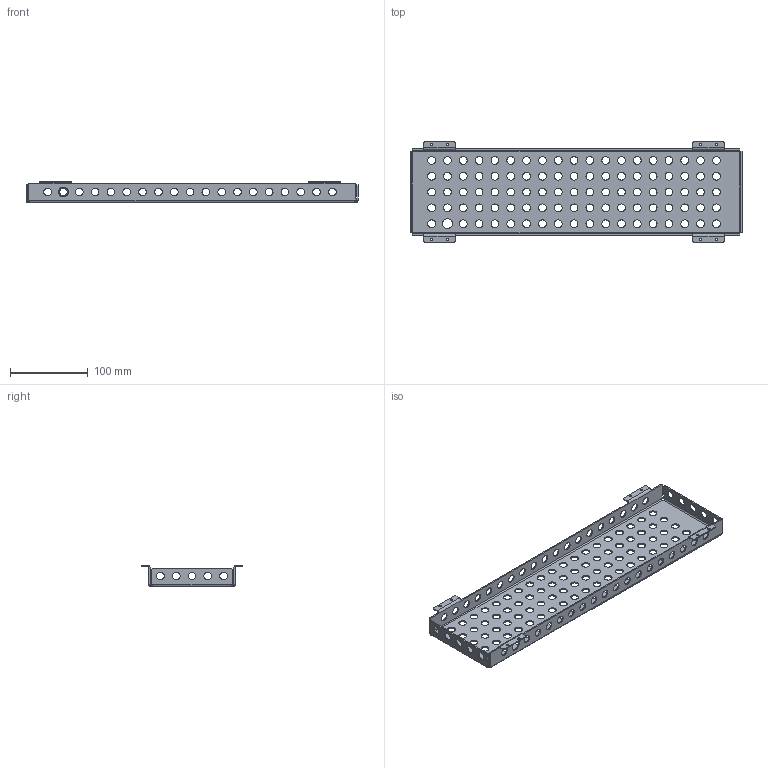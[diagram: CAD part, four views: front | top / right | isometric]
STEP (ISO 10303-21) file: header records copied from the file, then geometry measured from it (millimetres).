
FILE_DESCRIPTION(('FreeCAD Model'),'2;1');
FILE_NAME('Open CASCADE Shape Model','2024-01-07T01:02:48',(''),(''), 'Open CASCADE STEP processor 7.7','FreeCAD','Unknown');
FILE_SCHEMA(('AUTOMOTIVE_DESIGN { 1 0 10303 214 1 1 1 1 }'));
Length unit declared in the file: millimetre
Products named in the file (1): Cover
Bounding box: 426.42 x 128.7 x 28 mm (x, y, z)
Volume: 91176.4 mm3; surface area: 130454.8 mm2
Topology: 1 solids, 1 shells, 251 faces, 699 edges, 450 vertices
Faces by surface type: cylinder 195, plane 46, bspline 10
Full cylindrical faces by diameter (mm): 3.1 x8, 10 x141, 12.7 x2
Entity records: 12873 total; most frequent: CARTESIAN_POINT 5555, DIRECTION 1527, ORIENTED_EDGE 1398, EDGE_CURVE 699, AXIS2_PLACEMENT_3D 616, FACE_BOUND 553, EDGE_LOOP 553, VERTEX_POINT 450
